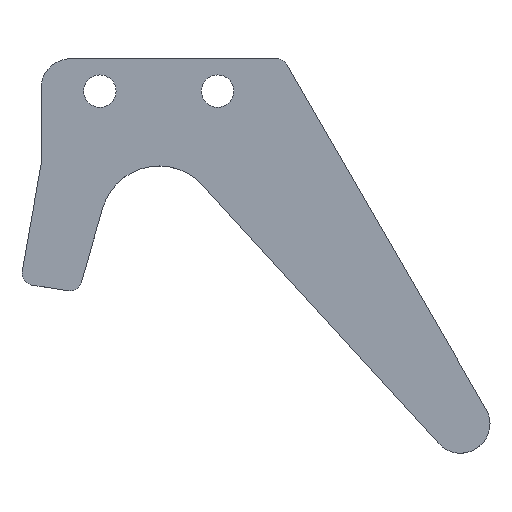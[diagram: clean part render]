
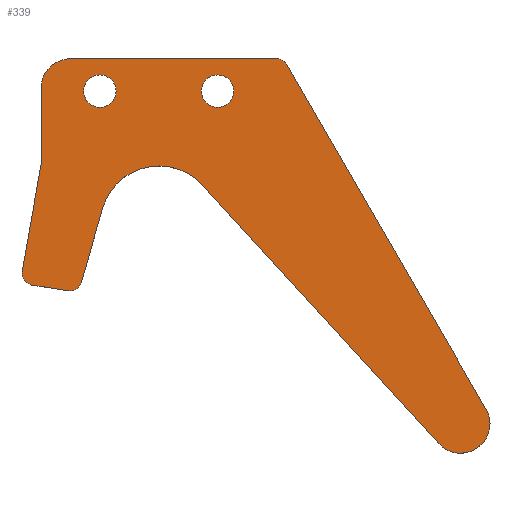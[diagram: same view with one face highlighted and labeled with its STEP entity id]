
A CAD part, top view. The second image highlights one B-rep face of the part: STEP entity #339.
In plain terms, the highlighted planar face has unit normal (0, 0, 1).
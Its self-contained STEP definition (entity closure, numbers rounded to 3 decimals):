
#17=FACE_BOUND('',#64,.T.);
#18=FACE_BOUND('',#65,.T.);
#27=PLANE('',#394);
#44=FACE_OUTER_BOUND('',#63,.T.);
#63=EDGE_LOOP('',(#298,#299,#300,#301,#302,#303,#304,#305,#306,#307,#308,
#309,#310));
#64=EDGE_LOOP('',(#311,#312));
#65=EDGE_LOOP('',(#313,#314));
#72=LINE('',#527,#101);
#81=LINE('',#557,#110);
#85=LINE('',#567,#114);
#88=LINE('',#575,#117);
#91=LINE('',#583,#120);
#93=LINE('',#589,#122);
#94=LINE('',#591,#123);
#101=VECTOR('',#427,10.);
#110=VECTOR('',#454,10.);
#114=VECTOR('',#464,10.);
#117=VECTOR('',#473,10.);
#120=VECTOR('',#482,10.);
#122=VECTOR('',#490,10.);
#123=VECTOR('',#493,10.);
#124=CIRCLE('',#361,2.75);
#125=CIRCLE('',#362,2.75);
#127=CIRCLE('',#365,2.75);
#128=CIRCLE('',#366,2.75);
#130=CIRCLE('',#369,2.);
#137=CIRCLE('',#379,5.);
#138=CIRCLE('',#382,2.);
#139=CIRCLE('',#385,1.99);
#140=CIRCLE('',#388,10.);
#141=CIRCLE('',#391,5.);
#142=VERTEX_POINT('',#498);
#143=VERTEX_POINT('',#499);
#145=VERTEX_POINT('',#506);
#146=VERTEX_POINT('',#507);
#148=VERTEX_POINT('',#514);
#149=VERTEX_POINT('',#515);
#153=VERTEX_POINT('',#525);
#164=VERTEX_POINT('',#551);
#165=VERTEX_POINT('',#555);
#166=VERTEX_POINT('',#559);
#167=VERTEX_POINT('',#560);
#168=VERTEX_POINT('',#565);
#169=VERTEX_POINT('',#569);
#170=VERTEX_POINT('',#573);
#171=VERTEX_POINT('',#577);
#172=VERTEX_POINT('',#581);
#173=VERTEX_POINT('',#585);
#174=EDGE_CURVE('',#142,#143,#124,.T.);
#175=EDGE_CURVE('',#143,#142,#125,.T.);
#178=EDGE_CURVE('',#145,#146,#127,.T.);
#179=EDGE_CURVE('',#146,#145,#128,.T.);
#182=EDGE_CURVE('',#148,#149,#130,.T.);
#188=EDGE_CURVE('',#148,#153,#72,.T.);
#200=EDGE_CURVE('',#164,#153,#137,.T.);
#203=EDGE_CURVE('',#164,#165,#81,.T.);
#204=EDGE_CURVE('',#166,#167,#138,.T.);
#208=EDGE_CURVE('',#166,#168,#85,.T.);
#209=EDGE_CURVE('',#169,#168,#139,.T.);
#212=EDGE_CURVE('',#169,#170,#88,.T.);
#214=EDGE_CURVE('',#171,#170,#140,.T.);
#216=EDGE_CURVE('',#171,#172,#91,.T.);
#217=EDGE_CURVE('',#173,#172,#141,.T.);
#219=EDGE_CURVE('',#165,#167,#93,.T.);
#220=EDGE_CURVE('',#173,#149,#94,.T.);
#298=ORIENTED_EDGE('',*,*,#182,.F.);
#299=ORIENTED_EDGE('',*,*,#188,.T.);
#300=ORIENTED_EDGE('',*,*,#200,.F.);
#301=ORIENTED_EDGE('',*,*,#203,.T.);
#302=ORIENTED_EDGE('',*,*,#219,.T.);
#303=ORIENTED_EDGE('',*,*,#204,.F.);
#304=ORIENTED_EDGE('',*,*,#208,.T.);
#305=ORIENTED_EDGE('',*,*,#209,.F.);
#306=ORIENTED_EDGE('',*,*,#212,.T.);
#307=ORIENTED_EDGE('',*,*,#214,.F.);
#308=ORIENTED_EDGE('',*,*,#216,.T.);
#309=ORIENTED_EDGE('',*,*,#217,.F.);
#310=ORIENTED_EDGE('',*,*,#220,.T.);
#311=ORIENTED_EDGE('',*,*,#174,.T.);
#312=ORIENTED_EDGE('',*,*,#175,.T.);
#313=ORIENTED_EDGE('',*,*,#178,.T.);
#314=ORIENTED_EDGE('',*,*,#179,.T.);
#339=ADVANCED_FACE('',(#44,#17,#18),#27,.T.);
#361=AXIS2_PLACEMENT_3D('',#500,#399,#400);
#362=AXIS2_PLACEMENT_3D('',#501,#401,#402);
#365=AXIS2_PLACEMENT_3D('',#508,#408,#409);
#366=AXIS2_PLACEMENT_3D('',#509,#410,#411);
#369=AXIS2_PLACEMENT_3D('',#516,#417,#418);
#379=AXIS2_PLACEMENT_3D('',#552,#448,#449);
#382=AXIS2_PLACEMENT_3D('',#561,#457,#458);
#385=AXIS2_PLACEMENT_3D('',#570,#467,#468);
#388=AXIS2_PLACEMENT_3D('',#579,#477,#478);
#391=AXIS2_PLACEMENT_3D('',#586,#485,#486);
#394=AXIS2_PLACEMENT_3D('',#592,#494,#495);
#399=DIRECTION('center_axis',(0.,0.,-1.));
#400=DIRECTION('ref_axis',(1.,0.,0.));
#401=DIRECTION('center_axis',(0.,0.,-1.));
#402=DIRECTION('ref_axis',(1.,0.,0.));
#408=DIRECTION('center_axis',(0.,0.,-1.));
#409=DIRECTION('ref_axis',(1.,0.,0.));
#410=DIRECTION('center_axis',(0.,0.,-1.));
#411=DIRECTION('ref_axis',(1.,0.,0.));
#417=DIRECTION('center_axis',(0.,0.,-1.));
#418=DIRECTION('ref_axis',(0.5,0.866,0.));
#427=DIRECTION('',(-1.,0.,0.));
#448=DIRECTION('center_axis',(0.,0.,-1.));
#449=DIRECTION('ref_axis',(-0.707,0.707,0.));
#454=DIRECTION('',(0.,-1.,0.));
#457=DIRECTION('center_axis',(0.,0.,-1.));
#458=DIRECTION('ref_axis',(-0.814,-0.581,0.));
#464=DIRECTION('',(0.988,-0.156,0.));
#467=DIRECTION('center_axis',(0.,0.,-1.));
#468=DIRECTION('ref_axis',(0.538,-0.843,0.));
#473=DIRECTION('',(0.275,0.962,0.));
#477=DIRECTION('center_axis',(0.,0.,1.));
#478=DIRECTION('ref_axis',(-0.229,0.973,0.));
#482=DIRECTION('',(0.675,-0.738,0.));
#485=DIRECTION('center_axis',(0.,0.,-1.));
#486=DIRECTION('ref_axis',(0.591,-0.806,0.));
#490=DIRECTION('',(-0.174,-0.985,0.));
#493=DIRECTION('',(-0.501,0.866,0.));
#494=DIRECTION('center_axis',(0.,0.,1.));
#495=DIRECTION('ref_axis',(1.,0.,0.));
#498=CARTESIAN_POINT('',(-18.313,22.008,4.));
#499=CARTESIAN_POINT('',(-23.813,22.008,4.));
#500=CARTESIAN_POINT('Origin',(-21.063,22.008,4.));
#501=CARTESIAN_POINT('Origin',(-21.063,22.008,4.));
#506=CARTESIAN_POINT('',(1.687,22.008,4.));
#507=CARTESIAN_POINT('',(-3.813,22.008,4.));
#508=CARTESIAN_POINT('Origin',(-1.063,22.008,4.));
#509=CARTESIAN_POINT('Origin',(-1.063,22.008,4.));
#514=CARTESIAN_POINT('',(8.941,27.508,4.));
#515=CARTESIAN_POINT('',(10.672,26.51,4.));
#516=CARTESIAN_POINT('Origin',(8.941,25.508,4.));
#525=CARTESIAN_POINT('',(-26.063,27.508,4.));
#527=CARTESIAN_POINT('',(10.094,27.508,4.));
#551=CARTESIAN_POINT('',(-31.063,22.508,4.));
#552=CARTESIAN_POINT('Origin',(-26.063,22.508,4.));
#555=CARTESIAN_POINT('',(-31.063,9.489,4.));
#557=CARTESIAN_POINT('',(-31.063,27.508,4.));
#559=CARTESIAN_POINT('',(-32.605,-10.938,4.));
#560=CARTESIAN_POINT('',(-34.262,-8.614,4.));
#561=CARTESIAN_POINT('Origin',(-32.292,-8.962,4.));
#565=CARTESIAN_POINT('',(-26.426,-11.915,4.));
#567=CARTESIAN_POINT('',(-34.616,-10.62,4.));
#569=CARTESIAN_POINT('',(-24.202,-10.496,4.));
#570=CARTESIAN_POINT('Origin',(-26.115,-9.95,4.));
#573=CARTESIAN_POINT('',(-20.623,2.035,4.));
#575=CARTESIAN_POINT('',(-24.686,-12.191,4.));
#577=CARTESIAN_POINT('',(-3.626,6.036,4.));
#579=CARTESIAN_POINT('Origin',(-11.007,-0.711,4.));
#581=CARTESIAN_POINT('',(36.519,-37.883,4.));
#583=CARTESIAN_POINT('',(-15.706,19.251,4.));
#585=CARTESIAN_POINT('',(44.537,-32.005,4.));
#586=CARTESIAN_POINT('Origin',(40.21,-34.51,4.));
#589=CARTESIAN_POINT('',(-31.063,9.489,4.));
#591=CARTESIAN_POINT('',(67.648,-71.938,4.));
#592=CARTESIAN_POINT('Origin',(16.516,-22.215,4.));
